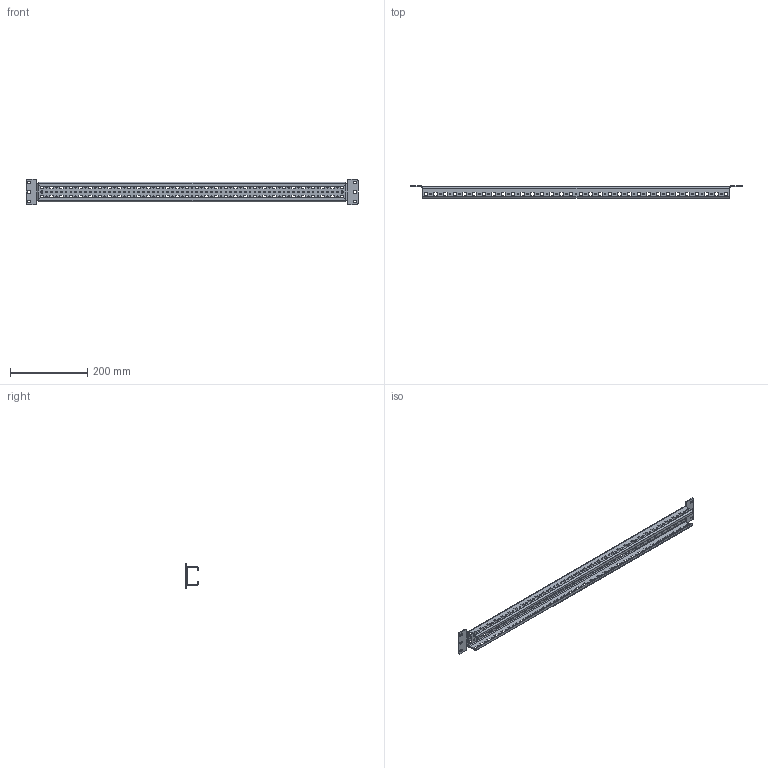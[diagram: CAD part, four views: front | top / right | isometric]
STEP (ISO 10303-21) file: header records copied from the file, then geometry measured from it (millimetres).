
FILE_DESCRIPTION (( 'STEP AP214' ), '1' );
FILE_NAME ('954.090.STEP', '2025-05-29T05:54:23', ( '' ), ( '' ), 'SwSTEP 2.0', 'SolidWorks 2021', '' );
FILE_SCHEMA (( 'AUTOMOTIVE_DESIGN' ));
Length unit declared in the file: millimetre
Products named in the file (1): 954.090
Bounding box: 857 x 32 x 67 mm (x, y, z)
Volume: 163520.2 mm3; surface area: 182914.6 mm2
Topology: 1 solids, 1 shells, 1008 faces, 2954 edges, 1948 vertices
Faces by surface type: plane 586, cylinder 414, bspline 8
Entity records: 34936 total; most frequent: CARTESIAN_POINT 6143, ORIENTED_EDGE 5908, DIRECTION 5752, EDGE_CURVE 2954, LINE 2094, VECTOR 2094, VERTEX_POINT 1948, AXIS2_PLACEMENT_3D 1829
